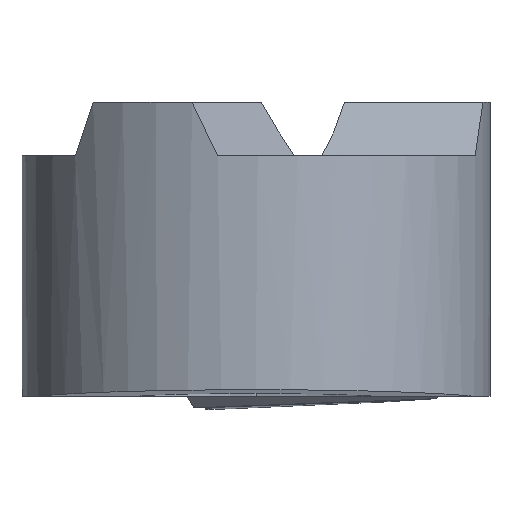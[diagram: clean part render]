
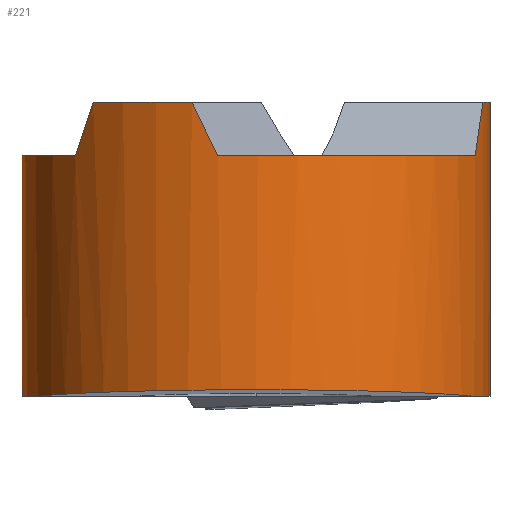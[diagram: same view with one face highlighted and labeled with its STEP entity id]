
A CAD part, left-side view. The second image highlights one B-rep face of the part: STEP entity #221.
In plain terms, the highlighted cylindrical face has radius 3.5 mm (diameter 7 mm), a partial arc.
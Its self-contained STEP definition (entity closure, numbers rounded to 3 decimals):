
#109=CYLINDRICAL_SURFACE('',#947,3.5);
#135=LINE('',#1392,#181);
#138=LINE('',#1399,#184);
#181=VECTOR('',#1077,1.);
#184=VECTOR('',#1084,1.);
#221=ADVANCED_FACE('',(#272),#109,.T.);
#272=FACE_OUTER_BOUND('',#319,.T.);
#319=EDGE_LOOP('',(#434,#435,#436,#437,#438,#439,#440,#441,#442,#443,#444,
#445,#446,#447));
#434=ORIENTED_EDGE('',*,*,#751,.T.);
#435=ORIENTED_EDGE('',*,*,#725,.F.);
#436=ORIENTED_EDGE('',*,*,#757,.T.);
#437=ORIENTED_EDGE('',*,*,#729,.F.);
#438=ORIENTED_EDGE('',*,*,#758,.T.);
#439=ORIENTED_EDGE('',*,*,#722,.F.);
#440=ORIENTED_EDGE('',*,*,#759,.T.);
#441=ORIENTED_EDGE('',*,*,#731,.F.);
#442=ORIENTED_EDGE('',*,*,#760,.T.);
#443=ORIENTED_EDGE('',*,*,#761,.F.);
#444=ORIENTED_EDGE('',*,*,#747,.F.);
#445=ORIENTED_EDGE('',*,*,#762,.F.);
#446=ORIENTED_EDGE('',*,*,#763,.F.);
#447=ORIENTED_EDGE('',*,*,#764,.F.);
#632=VERTEX_POINT('',#1297);
#633=VERTEX_POINT('',#1299);
#634=VERTEX_POINT('',#1303);
#635=VERTEX_POINT('',#1305);
#637=VERTEX_POINT('',#1311);
#638=VERTEX_POINT('',#1313);
#639=VERTEX_POINT('',#1317);
#640=VERTEX_POINT('',#1318);
#653=VERTEX_POINT('',#1391);
#654=VERTEX_POINT('',#1393);
#656=VERTEX_POINT('',#1400);
#661=VERTEX_POINT('',#1454);
#662=VERTEX_POINT('',#1457);
#663=VERTEX_POINT('',#1462);
#722=EDGE_CURVE('',#632,#633,#835,.T.);
#725=EDGE_CURVE('',#634,#635,#836,.T.);
#729=EDGE_CURVE('',#637,#638,#837,.T.);
#731=EDGE_CURVE('',#639,#640,#838,.T.);
#747=EDGE_CURVE('',#653,#654,#135,.T.);
#751=EDGE_CURVE('',#656,#635,#138,.T.);
#757=EDGE_CURVE('',#634,#638,#867,.T.);
#758=EDGE_CURVE('',#637,#633,#868,.T.);
#759=EDGE_CURVE('',#632,#640,#869,.T.);
#760=EDGE_CURVE('',#639,#661,#870,.T.);
#761=EDGE_CURVE('',#654,#661,#842,.T.);
#762=EDGE_CURVE('',#662,#653,#843,.T.);
#763=EDGE_CURVE('',#663,#662,#871,.T.);
#764=EDGE_CURVE('',#656,#663,#844,.T.);
#835=CIRCLE('',#930,3.5);
#836=CIRCLE('',#932,3.5);
#837=CIRCLE('',#934,3.5);
#838=CIRCLE('',#936,3.5);
#842=CIRCLE('',#944,3.5);
#843=CIRCLE('',#945,3.5);
#844=CIRCLE('',#946,3.5);
#867=(
BOUNDED_CURVE()
B_SPLINE_CURVE(3,(#1438,#1439,#1440,#1441),.UNSPECIFIED.,.F.,.F.)
B_SPLINE_CURVE_WITH_KNOTS((4,4),(0.,1.),.UNSPECIFIED.)
CURVE()
GEOMETRIC_REPRESENTATION_ITEM()
RATIONAL_B_SPLINE_CURVE((1.,0.999,0.999,1.))
REPRESENTATION_ITEM('')
);
#868=(
BOUNDED_CURVE()
B_SPLINE_CURVE(3,(#1442,#1443,#1444,#1445),.UNSPECIFIED.,.F.,.F.)
B_SPLINE_CURVE_WITH_KNOTS((4,4),(0.,1.),.UNSPECIFIED.)
CURVE()
GEOMETRIC_REPRESENTATION_ITEM()
RATIONAL_B_SPLINE_CURVE((1.,0.999,0.999,1.))
REPRESENTATION_ITEM('')
);
#869=(
BOUNDED_CURVE()
B_SPLINE_CURVE(3,(#1446,#1447,#1448,#1449),.UNSPECIFIED.,.F.,.F.)
B_SPLINE_CURVE_WITH_KNOTS((4,4),(0.,1.),.UNSPECIFIED.)
CURVE()
GEOMETRIC_REPRESENTATION_ITEM()
RATIONAL_B_SPLINE_CURVE((1.,0.999,0.999,1.))
REPRESENTATION_ITEM('')
);
#870=(
BOUNDED_CURVE()
B_SPLINE_CURVE(3,(#1450,#1451,#1452,#1453),.UNSPECIFIED.,.F.,.F.)
B_SPLINE_CURVE_WITH_KNOTS((4,4),(0.,1.),.UNSPECIFIED.)
CURVE()
GEOMETRIC_REPRESENTATION_ITEM()
RATIONAL_B_SPLINE_CURVE((1.,0.999,0.999,1.))
REPRESENTATION_ITEM('')
);
#871=(
BOUNDED_CURVE()
B_SPLINE_CURVE(3,(#1458,#1459,#1460,#1461),.UNSPECIFIED.,.F.,.F.)
B_SPLINE_CURVE_WITH_KNOTS((4,4),(0.,1.),.UNSPECIFIED.)
CURVE()
GEOMETRIC_REPRESENTATION_ITEM()
RATIONAL_B_SPLINE_CURVE((1.,0.573,0.573,1.))
REPRESENTATION_ITEM('')
);
#930=AXIS2_PLACEMENT_3D('',#1298,#1043,#1044);
#932=AXIS2_PLACEMENT_3D('',#1304,#1049,#1050);
#934=AXIS2_PLACEMENT_3D('',#1312,#1056,#1057);
#936=AXIS2_PLACEMENT_3D('',#1316,#1061,#1062);
#944=AXIS2_PLACEMENT_3D('',#1455,#1089,#1090);
#945=AXIS2_PLACEMENT_3D('',#1456,#1091,#1092);
#946=AXIS2_PLACEMENT_3D('',#1463,#1093,#1094);
#947=AXIS2_PLACEMENT_3D('',#1464,#1095,#1096);
#1043=DIRECTION('',(0.,0.,1.));
#1044=DIRECTION('',(1.,0.,0.));
#1049=DIRECTION('',(0.,0.,1.));
#1050=DIRECTION('',(1.,0.,0.));
#1056=DIRECTION('',(0.,0.,1.));
#1057=DIRECTION('',(1.,0.,0.));
#1061=DIRECTION('',(0.,0.,1.));
#1062=DIRECTION('',(1.,0.,0.));
#1077=DIRECTION('',(0.,0.,1.));
#1084=DIRECTION('',(0.,0.,1.));
#1089=DIRECTION('',(0.,0.,1.));
#1090=DIRECTION('',(1.,0.,0.));
#1091=DIRECTION('',(0.,0.,-1.));
#1092=DIRECTION('',(1.,0.,0.));
#1093=DIRECTION('',(0.,0.,-1.));
#1094=DIRECTION('',(1.,0.,0.));
#1095=DIRECTION('',(0.,0.,1.));
#1096=DIRECTION('',(-1.,0.,0.));
#1297=CARTESIAN_POINT('',(-2.512,2.437,0.8));
#1298=CARTESIAN_POINT('',(0.,0.,0.8));
#1299=CARTESIAN_POINT('',(-3.367,0.957,0.8));
#1303=CARTESIAN_POINT('',(-0.855,-3.394,0.8));
#1304=CARTESIAN_POINT('',(0.,0.,0.8));
#1305=CARTESIAN_POINT('',(0.,-3.5,0.8));
#1311=CARTESIAN_POINT('',(-3.452,0.575,0.));
#1312=CARTESIAN_POINT('',(0.,0.,0.));
#1313=CARTESIAN_POINT('',(-1.228,-3.277,0.));
#1316=CARTESIAN_POINT('',(0.,0.,0.));
#1317=CARTESIAN_POINT('',(2.224,2.702,0.));
#1318=CARTESIAN_POINT('',(-2.224,2.702,0.));
#1391=CARTESIAN_POINT('',(2.787,2.117,-3.6));
#1392=CARTESIAN_POINT('',(2.787,2.117,0.));
#1393=CARTESIAN_POINT('',(2.787,2.117,0.8));
#1399=CARTESIAN_POINT('',(0.,-3.5,-4.));
#1400=CARTESIAN_POINT('',(0.,-3.5,-3.6));
#1438=CARTESIAN_POINT('',(-0.855,-3.394,0.8));
#1439=CARTESIAN_POINT('',(-0.981,-3.362,0.529));
#1440=CARTESIAN_POINT('',(-1.106,-3.323,0.262));
#1441=CARTESIAN_POINT('',(-1.228,-3.277,0.));
#1442=CARTESIAN_POINT('',(-3.452,0.575,0.));
#1443=CARTESIAN_POINT('',(-3.431,0.704,0.262));
#1444=CARTESIAN_POINT('',(-3.402,0.831,0.529));
#1445=CARTESIAN_POINT('',(-3.367,0.957,0.8));
#1446=CARTESIAN_POINT('',(-2.512,2.437,0.8));
#1447=CARTESIAN_POINT('',(-2.421,2.531,0.529));
#1448=CARTESIAN_POINT('',(-2.325,2.619,0.262));
#1449=CARTESIAN_POINT('',(-2.224,2.702,0.));
#1450=CARTESIAN_POINT('',(2.224,2.702,0.));
#1451=CARTESIAN_POINT('',(2.325,2.619,0.262));
#1452=CARTESIAN_POINT('',(2.421,2.531,0.529));
#1453=CARTESIAN_POINT('',(2.512,2.437,0.8));
#1454=CARTESIAN_POINT('',(2.512,2.437,0.8));
#1455=CARTESIAN_POINT('',(0.,0.,0.8));
#1456=CARTESIAN_POINT('',(0.,0.,-3.6));
#1457=CARTESIAN_POINT('',(-1.26,3.265,-3.6));
#1458=CARTESIAN_POINT('',(-1.26,-3.265,-3.6));
#1459=CARTESIAN_POINT('',(-4.802,-1.898,-3.442));
#1460=CARTESIAN_POINT('',(-4.802,1.898,-3.442));
#1461=CARTESIAN_POINT('',(-1.26,3.265,-3.6));
#1462=CARTESIAN_POINT('',(-1.26,-3.265,-3.6));
#1463=CARTESIAN_POINT('',(0.,0.,-3.6));
#1464=CARTESIAN_POINT('',(0.,0.,-4.));
